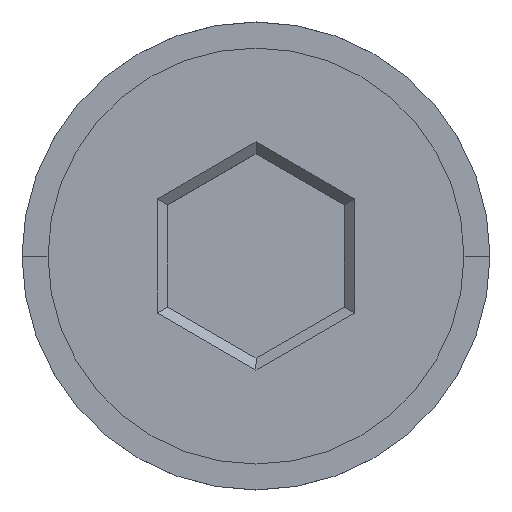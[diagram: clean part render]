
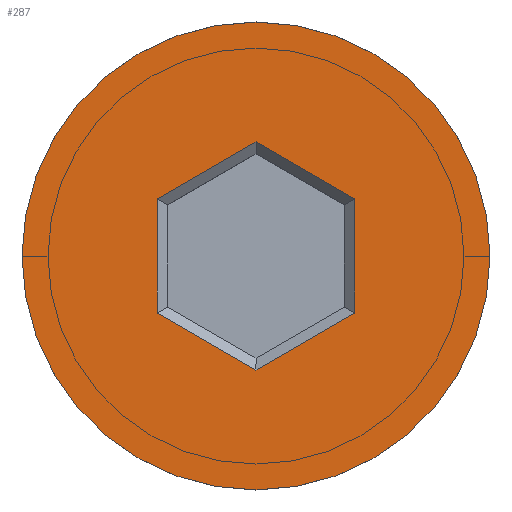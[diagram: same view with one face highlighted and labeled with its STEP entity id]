
A CAD part, top view. The second image highlights one B-rep face of the part: STEP entity #287.
In plain terms, the highlighted planar face has unit normal (0, 0, 1).
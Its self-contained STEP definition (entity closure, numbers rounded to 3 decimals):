
#10 = PLANE ( 'NONE',  #951 ) ;
#43 = VERTEX_POINT ( 'NONE', #885 ) ;
#82 = CIRCLE ( 'NONE', #687, 4.5 ) ;
#91 = EDGE_CURVE ( 'NONE', #1429, #290, #82, .T. ) ;
#93 = LINE ( 'NONE', #528, #639 ) ;
#129 = CARTESIAN_POINT ( 'NONE',  ( -1.9, -1.097, 0. ) ) ;
#157 = ORIENTED_EDGE ( 'NONE', *, *, #961, .T. ) ;
#227 = ORIENTED_EDGE ( 'NONE', *, *, #241, .T. ) ;
#234 = DIRECTION ( 'NONE',  ( 0., 0., 1. ) ) ;
#241 = EDGE_CURVE ( 'NONE', #1368, #1101, #730, .T. ) ;
#271 = LINE ( 'NONE', #942, #272 ) ;
#272 = VECTOR ( 'NONE', #705, 1000. ) ;
#287 = ADVANCED_FACE ( 'NONE', ( #1412, #1105 ), #10, .T. ) ;
#290 = VERTEX_POINT ( 'NONE', #635 ) ;
#296 = VERTEX_POINT ( 'NONE', #129 ) ;
#299 = CARTESIAN_POINT ( 'NONE',  ( -0.1, 2.136, 0. ) ) ;
#301 = CARTESIAN_POINT ( 'NONE',  ( 1.9, -1.097, 0. ) ) ;
#320 = ORIENTED_EDGE ( 'NONE', *, *, #763, .T. ) ;
#355 = LINE ( 'NONE', #566, #1085 ) ;
#398 = EDGE_CURVE ( 'NONE', #637, #296, #962, .T. ) ;
#416 = DIRECTION ( 'NONE',  ( 0., 1., 0. ) ) ;
#417 = DIRECTION ( 'NONE',  ( 1., 0., 0. ) ) ;
#422 = EDGE_LOOP ( 'NONE', ( #714, #977 ) ) ;
#444 = CARTESIAN_POINT ( 'NONE',  ( 0., 0., 0. ) ) ;
#460 = ORIENTED_EDGE ( 'NONE', *, *, #1088, .T. ) ;
#462 = DIRECTION ( 'NONE',  ( -0.866, -0.5, 0. ) ) ;
#470 = CARTESIAN_POINT ( 'NONE',  ( 0., 0., 0. ) ) ;
#483 = EDGE_CURVE ( 'NONE', #290, #1429, #852, .T. ) ;
#528 = CARTESIAN_POINT ( 'NONE',  ( -1.9, 0.981, 0. ) ) ;
#544 = EDGE_LOOP ( 'NONE', ( #1124, #320, #460, #227, #157, #641 ) ) ;
#555 = VERTEX_POINT ( 'NONE', #301 ) ;
#566 = CARTESIAN_POINT ( 'NONE',  ( 0.1, -2.136, 0. ) ) ;
#585 = CARTESIAN_POINT ( 'NONE',  ( 0., -2.194, 0. ) ) ;
#586 = DIRECTION ( 'NONE',  ( 0., 0., 1. ) ) ;
#635 = CARTESIAN_POINT ( 'NONE',  ( 4.5, 0., 0. ) ) ;
#637 = VERTEX_POINT ( 'NONE', #585 ) ;
#639 = VECTOR ( 'NONE', #416, 1000. ) ;
#641 = ORIENTED_EDGE ( 'NONE', *, *, #814, .T. ) ;
#687 = AXIS2_PLACEMENT_3D ( 'NONE', #470, #586, #1039 ) ;
#705 = DIRECTION ( 'NONE',  ( 0., -1., 0. ) ) ;
#714 = ORIENTED_EDGE ( 'NONE', *, *, #483, .T. ) ;
#730 = LINE ( 'NONE', #935, #1072 ) ;
#763 = EDGE_CURVE ( 'NONE', #296, #43, #93, .T. ) ;
#792 = VECTOR ( 'NONE', #849, 1000. ) ;
#814 = EDGE_CURVE ( 'NONE', #555, #637, #355, .T. ) ;
#849 = DIRECTION ( 'NONE',  ( 0.866, 0.5, 0. ) ) ;
#852 = CIRCLE ( 'NONE', #1419, 4.5 ) ;
#866 = LINE ( 'NONE', #299, #792 ) ;
#885 = CARTESIAN_POINT ( 'NONE',  ( -1.9, 1.097, 0. ) ) ;
#924 = CARTESIAN_POINT ( 'NONE',  ( 0., 2.194, 0. ) ) ;
#935 = CARTESIAN_POINT ( 'NONE',  ( 1.8, 1.155, 0. ) ) ;
#942 = CARTESIAN_POINT ( 'NONE',  ( 1.9, -0.981, 0. ) ) ;
#951 = AXIS2_PLACEMENT_3D ( 'NONE', #444, #234, #1223 ) ;
#961 = EDGE_CURVE ( 'NONE', #1101, #555, #271, .T. ) ;
#962 = LINE ( 'NONE', #1410, #1009 ) ;
#970 = DIRECTION ( 'NONE',  ( 0., 0., 1. ) ) ;
#977 = ORIENTED_EDGE ( 'NONE', *, *, #91, .T. ) ;
#1009 = VECTOR ( 'NONE', #1195, 1000. ) ;
#1039 = DIRECTION ( 'NONE',  ( 1., 0., 0. ) ) ;
#1072 = VECTOR ( 'NONE', #1176, 1000. ) ;
#1085 = VECTOR ( 'NONE', #462, 1000. ) ;
#1088 = EDGE_CURVE ( 'NONE', #43, #1368, #866, .T. ) ;
#1091 = CARTESIAN_POINT ( 'NONE',  ( 0., 0., 0. ) ) ;
#1101 = VERTEX_POINT ( 'NONE', #1316 ) ;
#1105 = FACE_OUTER_BOUND ( 'NONE', #422, .T. ) ;
#1124 = ORIENTED_EDGE ( 'NONE', *, *, #398, .T. ) ;
#1176 = DIRECTION ( 'NONE',  ( 0.866, -0.5, 0. ) ) ;
#1195 = DIRECTION ( 'NONE',  ( -0.866, 0.5, 0. ) ) ;
#1223 = DIRECTION ( 'NONE',  ( 1., 0., 0. ) ) ;
#1316 = CARTESIAN_POINT ( 'NONE',  ( 1.9, 1.097, 0. ) ) ;
#1368 = VERTEX_POINT ( 'NONE', #924 ) ;
#1410 = CARTESIAN_POINT ( 'NONE',  ( -1.8, -1.155, 0. ) ) ;
#1412 = FACE_BOUND ( 'NONE', #544, .T. ) ;
#1419 = AXIS2_PLACEMENT_3D ( 'NONE', #1091, #970, #417 ) ;
#1426 = CARTESIAN_POINT ( 'NONE',  ( -4.5, 0., 0. ) ) ;
#1429 = VERTEX_POINT ( 'NONE', #1426 ) ;
